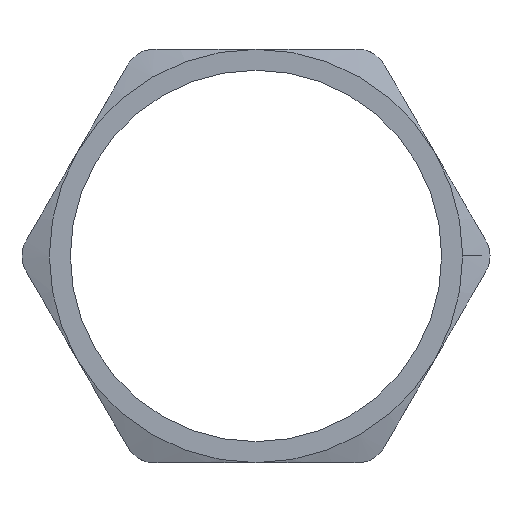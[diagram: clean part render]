
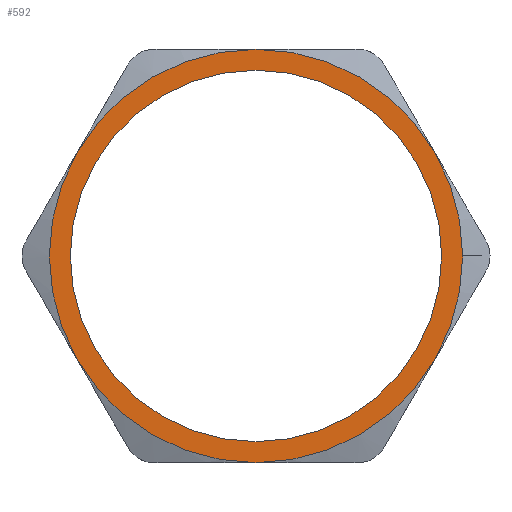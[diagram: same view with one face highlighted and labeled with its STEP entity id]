
A CAD part, top view. The second image highlights one B-rep face of the part: STEP entity #592.
In plain terms, the highlighted planar face has unit normal (0, 0, 1).
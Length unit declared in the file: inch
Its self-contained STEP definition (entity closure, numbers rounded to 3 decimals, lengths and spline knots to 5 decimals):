
#368 = VERTEX_POINT ( 'NONE', #1784 ) ;
#395 = EDGE_CURVE ( 'NONE', #396, #397, #1876, .T. ) ;
#396 = VERTEX_POINT ( 'NONE', #1866 ) ;
#397 = VERTEX_POINT ( 'NONE', #1865 ) ;
#400 = EDGE_CURVE ( 'NONE', #401, #402, #1864, .T. ) ;
#401 = VERTEX_POINT ( 'NONE', #1859 ) ;
#402 = VERTEX_POINT ( 'NONE', #1858 ) ;
#405 = VERTEX_POINT ( 'NONE', #1853 ) ;
#417 = VERTEX_POINT ( 'NONE', #1889 ) ;
#480 = VERTEX_POINT ( 'NONE', #2074 ) ;
#511 = VERTEX_POINT ( 'NONE', #2139 ) ;
#577 = ORIENTED_EDGE ( 'NONE', *, *, #578, .T. ) ;
#578 = EDGE_CURVE ( 'NONE', #417, #405, #2367, .T. ) ;
#579 = ORIENTED_EDGE ( 'NONE', *, *, #580, .T. ) ;
#580 = EDGE_CURVE ( 'NONE', #405, #480, #2362, .T. ) ;
#581 = ORIENTED_EDGE ( 'NONE', *, *, #582, .T. ) ;
#582 = EDGE_CURVE ( 'NONE', #480, #396, #2357, .T. ) ;
#583 = ORIENTED_EDGE ( 'NONE', *, *, #395, .T. ) ;
#584 = ORIENTED_EDGE ( 'NONE', *, *, #585, .T. ) ;
#585 = EDGE_CURVE ( 'NONE', #397, #511, #2352, .T. ) ;
#592 = ADVANCED_FACE ( 'NONE', ( #2397, #2396 ), #2395, .F. ) ;
#593 = EDGE_LOOP ( 'NONE', ( #594, #596 ) ) ;
#594 = ORIENTED_EDGE ( 'NONE', *, *, #595, .T. ) ;
#595 = EDGE_CURVE ( 'NONE', #402, #401, #2390, .T. ) ;
#596 = ORIENTED_EDGE ( 'NONE', *, *, #400, .T. ) ;
#597 = EDGE_LOOP ( 'NONE', ( #598, #600, #577, #579, #581, #583, #584 ) ) ;
#598 = ORIENTED_EDGE ( 'NONE', *, *, #599, .T. ) ;
#599 = EDGE_CURVE ( 'NONE', #511, #368, #2385, .T. ) ;
#600 = ORIENTED_EDGE ( 'NONE', *, *, #601, .T. ) ;
#601 = EDGE_CURVE ( 'NONE', #368, #417, #2446, .T. ) ;
#1784 = CARTESIAN_POINT ( 'NONE',  ( -1.19512, 0.69, 0.24 ) ) ;
#1853 = CARTESIAN_POINT ( 'NONE',  ( 0., -1.38, 0.24 ) ) ;
#1858 = CARTESIAN_POINT ( 'NONE',  ( -1.24, 0., 0.24 ) ) ;
#1859 = CARTESIAN_POINT ( 'NONE',  ( 1.24, 0., 0.24 ) ) ;
#1860 = DIRECTION ( 'NONE',  ( -1., 0., 0. ) ) ;
#1861 = DIRECTION ( 'NONE',  ( 0., 0., -1. ) ) ;
#1862 = CARTESIAN_POINT ( 'NONE',  ( 0., 0., 0.24 ) ) ;
#1863 = AXIS2_PLACEMENT_3D ( 'NONE', #1862, #1861, #1860 ) ;
#1864 = CIRCLE ( 'NONE', #1863, 1.24 ) ;
#1865 = CARTESIAN_POINT ( 'NONE',  ( 1.19512, 0.69, 0.24 ) ) ;
#1866 = CARTESIAN_POINT ( 'NONE',  ( 1.38, 0., 0.24 ) ) ;
#1867 = DIRECTION ( 'NONE',  ( 1., 0., 0. ) ) ;
#1868 = DIRECTION ( 'NONE',  ( 0., 0., 1. ) ) ;
#1869 = CARTESIAN_POINT ( 'NONE',  ( 0., 0., 0.24 ) ) ;
#1870 = AXIS2_PLACEMENT_3D ( 'NONE', #1869, #1868, #1867 ) ;
#1876 = CIRCLE ( 'NONE', #1870, 1.38 ) ;
#1889 = CARTESIAN_POINT ( 'NONE',  ( -1.19512, -0.69, 0.24 ) ) ;
#2074 = CARTESIAN_POINT ( 'NONE',  ( 1.19512, -0.69, 0.24 ) ) ;
#2139 = CARTESIAN_POINT ( 'NONE',  ( 0., 1.38, 0.24 ) ) ;
#2348 = DIRECTION ( 'NONE',  ( 1., 0., 0. ) ) ;
#2349 = DIRECTION ( 'NONE',  ( 0., 0., 1. ) ) ;
#2350 = CARTESIAN_POINT ( 'NONE',  ( 0., 0., 0.24 ) ) ;
#2351 = AXIS2_PLACEMENT_3D ( 'NONE', #2350, #2349, #2348 ) ;
#2352 = CIRCLE ( 'NONE', #2351, 1.38 ) ;
#2353 = DIRECTION ( 'NONE',  ( 1., 0., 0. ) ) ;
#2354 = DIRECTION ( 'NONE',  ( 0., 0., 1. ) ) ;
#2355 = CARTESIAN_POINT ( 'NONE',  ( 0., 0., 0.24 ) ) ;
#2356 = AXIS2_PLACEMENT_3D ( 'NONE', #2355, #2354, #2353 ) ;
#2357 = CIRCLE ( 'NONE', #2356, 1.38 ) ;
#2358 = DIRECTION ( 'NONE',  ( 1., 0., 0. ) ) ;
#2359 = DIRECTION ( 'NONE',  ( 0., 0., 1. ) ) ;
#2360 = CARTESIAN_POINT ( 'NONE',  ( 0., 0., 0.24 ) ) ;
#2361 = AXIS2_PLACEMENT_3D ( 'NONE', #2360, #2359, #2358 ) ;
#2362 = CIRCLE ( 'NONE', #2361, 1.38 ) ;
#2363 = DIRECTION ( 'NONE',  ( 1., 0., 0. ) ) ;
#2364 = DIRECTION ( 'NONE',  ( 0., 0., 1. ) ) ;
#2365 = CARTESIAN_POINT ( 'NONE',  ( 0., 0., 0.24 ) ) ;
#2366 = AXIS2_PLACEMENT_3D ( 'NONE', #2365, #2364, #2363 ) ;
#2367 = CIRCLE ( 'NONE', #2366, 1.38 ) ;
#2383 = CARTESIAN_POINT ( 'NONE',  ( 0., 0., 0.24 ) ) ;
#2384 = AXIS2_PLACEMENT_3D ( 'NONE', #2383, #2449, #2448 ) ;
#2385 = CIRCLE ( 'NONE', #2384, 1.38 ) ;
#2386 = DIRECTION ( 'NONE',  ( -1., 0., 0. ) ) ;
#2387 = DIRECTION ( 'NONE',  ( 0., 0., -1. ) ) ;
#2388 = CARTESIAN_POINT ( 'NONE',  ( 0., 0., 0.24 ) ) ;
#2389 = AXIS2_PLACEMENT_3D ( 'NONE', #2388, #2387, #2386 ) ;
#2390 = CIRCLE ( 'NONE', #2389, 1.24 ) ;
#2391 = DIRECTION ( 'NONE',  ( -1., 0., 0. ) ) ;
#2392 = DIRECTION ( 'NONE',  ( 0., 0., -1. ) ) ;
#2393 = CARTESIAN_POINT ( 'NONE',  ( 0., 2.76, 0.24 ) ) ;
#2394 = AXIS2_PLACEMENT_3D ( 'NONE', #2393, #2392, #2391 ) ;
#2395 = PLANE ( 'NONE',  #2394 ) ;
#2396 = FACE_OUTER_BOUND ( 'NONE', #597, .T. ) ;
#2397 = FACE_BOUND ( 'NONE', #593, .T. ) ;
#2442 = DIRECTION ( 'NONE',  ( 1., 0., 0. ) ) ;
#2443 = DIRECTION ( 'NONE',  ( 0., 0., 1. ) ) ;
#2444 = CARTESIAN_POINT ( 'NONE',  ( 0., 0., 0.24 ) ) ;
#2445 = AXIS2_PLACEMENT_3D ( 'NONE', #2444, #2443, #2442 ) ;
#2446 = CIRCLE ( 'NONE', #2445, 1.38 ) ;
#2448 = DIRECTION ( 'NONE',  ( 1., 0., 0. ) ) ;
#2449 = DIRECTION ( 'NONE',  ( 0., 0., 1. ) ) ;
